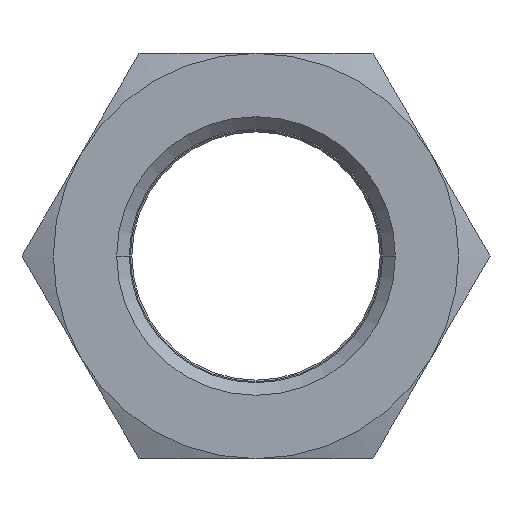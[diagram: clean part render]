
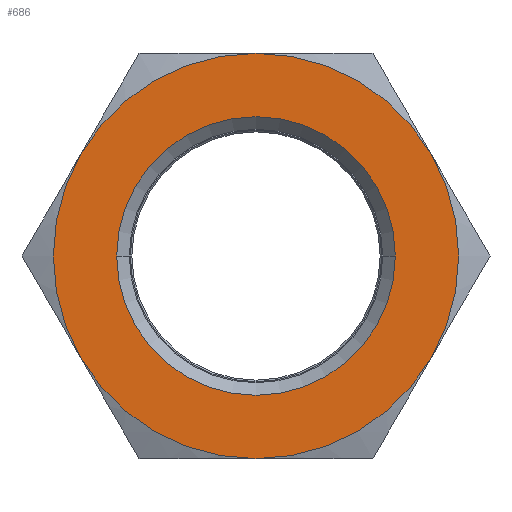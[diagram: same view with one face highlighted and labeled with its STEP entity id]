
A CAD part, front view. The second image highlights one B-rep face of the part: STEP entity #686.
In plain terms, the highlighted planar face has unit normal (0, -1, 0).
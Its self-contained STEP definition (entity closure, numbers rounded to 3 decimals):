
#1=CARTESIAN_POINT('',(0.,0.,0.));
#2=DIRECTION('',(0.,-1.,0.));
#3=DIRECTION('',(0.,0.,1.));
#4=AXIS2_PLACEMENT_3D('',#1,#2,#3);
#6=CARTESIAN_POINT('',(0.,0.,0.));
#7=DIRECTION('',(0.,-1.,0.));
#8=DIRECTION('',(0.866,0.,0.5));
#9=AXIS2_PLACEMENT_3D('',#6,#7,#8);
#11=CARTESIAN_POINT('',(0.,0.,0.));
#12=DIRECTION('',(0.,-1.,0.));
#13=DIRECTION('',(0.,0.,-1.));
#14=AXIS2_PLACEMENT_3D('',#11,#12,#13);
#16=CARTESIAN_POINT('',(0.,0.,0.));
#17=DIRECTION('',(0.,-1.,0.));
#18=DIRECTION('',(-0.866,0.,-0.5));
#19=AXIS2_PLACEMENT_3D('',#16,#17,#18);
#21=CARTESIAN_POINT('',(0.,0.,0.));
#22=DIRECTION('',(0.,1.,0.));
#23=DIRECTION('',(1.,0.,0.));
#24=AXIS2_PLACEMENT_3D('',#21,#22,#23);
#26=CARTESIAN_POINT('',(0.,0.,0.));
#27=DIRECTION('',(0.,1.,0.));
#28=DIRECTION('',(-1.,0.,0.));
#29=AXIS2_PLACEMENT_3D('',#26,#27,#28);
#31=CARTESIAN_POINT('',(0.,0.,0.));
#32=DIRECTION('',(0.,-1.,0.));
#33=DIRECTION('',(-0.866,0.,0.5));
#34=AXIS2_PLACEMENT_3D('',#31,#32,#33);
#161=CARTESIAN_POINT('',(0.,0.,0.));
#162=DIRECTION('',(0.,-1.,0.));
#163=DIRECTION('',(0.866,0.,-0.5));
#164=AXIS2_PLACEMENT_3D('',#161,#162,#163);
#555=CARTESIAN_POINT('',(-3.464,0.,-2.));
#556=CARTESIAN_POINT('',(0.,0.,-4.));
#557=VERTEX_POINT('',#555);
#558=VERTEX_POINT('',#556);
#559=CARTESIAN_POINT('',(3.464,0.,-2.));
#560=VERTEX_POINT('',#559);
#561=CARTESIAN_POINT('',(3.464,0.,2.));
#562=CARTESIAN_POINT('',(0.,0.,4.));
#563=VERTEX_POINT('',#561);
#564=VERTEX_POINT('',#562);
#565=CARTESIAN_POINT('',(-3.464,0.,2.));
#566=VERTEX_POINT('',#565);
#613=CARTESIAN_POINT('',(2.75,0.,0.));
#614=CARTESIAN_POINT('',(-2.75,0.,0.));
#615=VERTEX_POINT('',#613);
#616=VERTEX_POINT('',#614);
#661=CARTESIAN_POINT('',(0.,0.,0.));
#662=DIRECTION('',(0.,1.,0.));
#663=DIRECTION('',(1.,0.,0.));
#664=AXIS2_PLACEMENT_3D('',#661,#662,#663);
#665=PLANE('',#664);
#667=ORIENTED_EDGE('',*,*,#666,.F.);
#669=ORIENTED_EDGE('',*,*,#668,.F.);
#671=ORIENTED_EDGE('',*,*,#670,.F.);
#673=ORIENTED_EDGE('',*,*,#672,.F.);
#675=ORIENTED_EDGE('',*,*,#674,.F.);
#677=ORIENTED_EDGE('',*,*,#676,.F.);
#678=EDGE_LOOP('',(#667,#669,#671,#673,#675,#677));
#679=FACE_OUTER_BOUND('',#678,.F.);
#681=ORIENTED_EDGE('',*,*,#680,.F.);
#683=ORIENTED_EDGE('',*,*,#682,.F.);
#684=EDGE_LOOP('',(#681,#683));
#685=FACE_BOUND('',#684,.F.);
#686=ADVANCED_FACE('',(#679,#685),#665,.F.);
#5=CIRCLE('',#4,4.);
#10=CIRCLE('',#9,4.);
#15=CIRCLE('',#14,4.);
#20=CIRCLE('',#19,4.);
#25=CIRCLE('',#24,2.75);
#30=CIRCLE('',#29,2.75);
#35=CIRCLE('',#34,4.);
#165=CIRCLE('',#164,4.);
#666=EDGE_CURVE('',#566,#557,#35,.T.);
#668=EDGE_CURVE('',#564,#566,#5,.T.);
#670=EDGE_CURVE('',#563,#564,#10,.T.);
#672=EDGE_CURVE('',#560,#563,#165,.T.);
#674=EDGE_CURVE('',#558,#560,#15,.T.);
#676=EDGE_CURVE('',#557,#558,#20,.T.);
#680=EDGE_CURVE('',#615,#616,#25,.T.);
#682=EDGE_CURVE('',#616,#615,#30,.T.);
